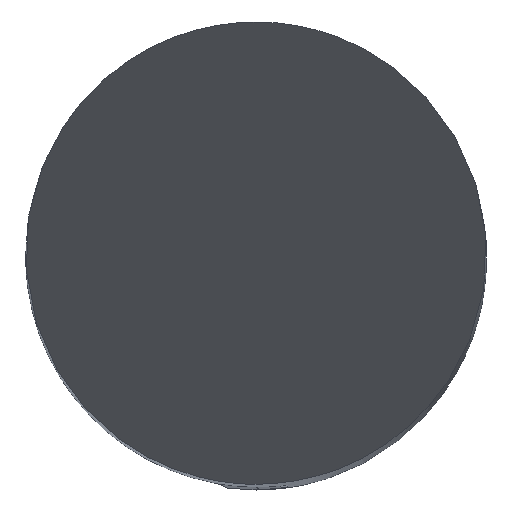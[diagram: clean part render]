
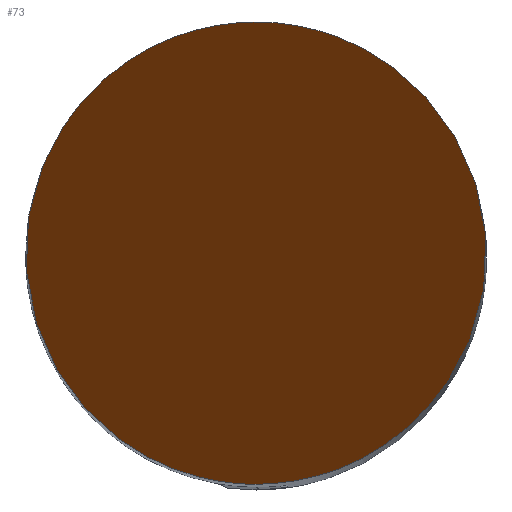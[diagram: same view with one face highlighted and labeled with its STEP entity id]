
A CAD part, top view. The second image highlights one B-rep face of the part: STEP entity #73.
In plain terms, the highlighted planar face has unit normal (0, -0.866, 0.5).
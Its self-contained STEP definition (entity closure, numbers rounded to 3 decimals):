
#73=ADVANCED_FACE('',(#116),#102,.F.);
#102=PLANE('',#601);
#116=FACE_OUTER_BOUND('',#147,.T.);
#147=EDGE_LOOP('',(#273,#274));
#273=ORIENTED_EDGE('',*,*,#478,.T.);
#274=ORIENTED_EDGE('',*,*,#479,.T.);
#425=VERTEX_POINT('',#886);
#426=VERTEX_POINT('',#887);
#478=EDGE_CURVE('',#425,#426,#550,.T.);
#479=EDGE_CURVE('',#426,#425,#551,.T.);
#550=(
BOUNDED_CURVE()
B_SPLINE_CURVE(3,(#882,#883,#884,#885),.UNSPECIFIED.,.F.,.F.)
B_SPLINE_CURVE_WITH_KNOTS((4,4),(0.,1.),.UNSPECIFIED.)
CURVE()
GEOMETRIC_REPRESENTATION_ITEM()
RATIONAL_B_SPLINE_CURVE((1.,0.333,0.333,1.))
REPRESENTATION_ITEM('')
);
#551=(
BOUNDED_CURVE()
B_SPLINE_CURVE(3,(#888,#889,#890,#891),.UNSPECIFIED.,.F.,.F.)
B_SPLINE_CURVE_WITH_KNOTS((4,4),(0.,1.),.UNSPECIFIED.)
CURVE()
GEOMETRIC_REPRESENTATION_ITEM()
RATIONAL_B_SPLINE_CURVE((1.,0.333,0.333,1.))
REPRESENTATION_ITEM('')
);
#601=AXIS2_PLACEMENT_3D('',#892,#653,#654);
#653=DIRECTION('',(0.,0.866,-0.5));
#654=DIRECTION('',(0.,0.5,0.866));
#882=CARTESIAN_POINT('',(0.,2.,3.464));
#883=CARTESIAN_POINT('',(-4.,2.,3.464));
#884=CARTESIAN_POINT('',(-4.,-2.,-3.464));
#885=CARTESIAN_POINT('',(0.,-2.,-3.464));
#886=CARTESIAN_POINT('',(0.,2.,3.464));
#887=CARTESIAN_POINT('',(0.,-2.,-3.464));
#888=CARTESIAN_POINT('',(0.,-2.,-3.464));
#889=CARTESIAN_POINT('',(4.,-2.,-3.464));
#890=CARTESIAN_POINT('',(4.,2.,3.464));
#891=CARTESIAN_POINT('',(0.,2.,3.464));
#892=CARTESIAN_POINT('',(3.,-3.,-5.196));
